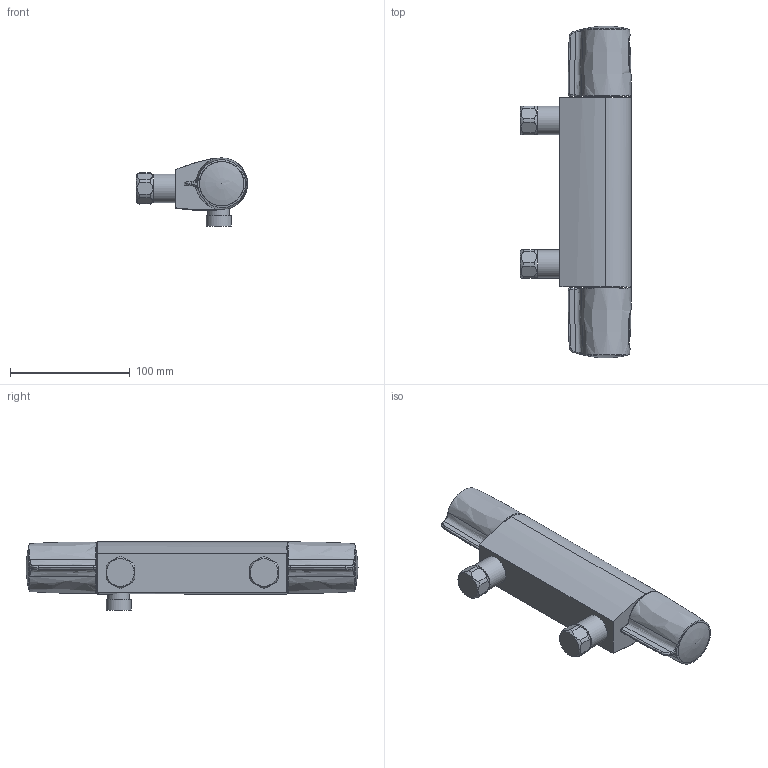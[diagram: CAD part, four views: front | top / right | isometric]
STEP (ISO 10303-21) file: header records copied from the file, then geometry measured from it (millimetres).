
FILE_DESCRIPTION(/* description */ ('Unknown'),/* implementation_level */ '2;1');
FILE_NAME(/* name */ '34228002',/* time_stamp */ '2022-09-08T17:38:04+02:00',/* author */ ('Unknown'),/* organization */ ('GROHE AG'),/* preprocessor_version */ 'ST-DEVELOPER v16.7',/* originating_system */ 'DEX',/* authorisation */ $);
FILE_SCHEMA (('AUTOMOTIVE_DESIGN {1 0 10303 214 3 1 1}'));
Length unit declared in the file: millimetre
Products named in the file (5): 34228002; id53; cad1521E90w8; g018EF51kjzr
Assembly tree (4 placements, depth 2):
  34228002
    34228002
    id53
    cad1521E90w8
    g018EF51kjzr
Bounding box: 92.75 x 277.28 x 56.9 mm (x, y, z)
Volume: 368392.5 mm3; surface area: 64143.6 mm2
Topology: 3 solids, 12 shells, 238 faces, 659 edges, 430 vertices
Faces by surface type: bspline 173, plane 29, cylinder 26, torus 8, cone 2
Full cylindrical faces by diameter (mm): 18 x1, 20.96 x1, 23.8 x2
Entity records: 14998 total; most frequent: CARTESIAN_POINT 9257, ORIENTED_EDGE 1139, EDGE_CURVE 638, DIRECTION 529, VERTEX_POINT 424, B_SPLINE_CURVE_WITH_KNOTS 377, FACE_BOUND 251, EDGE_LOOP 249
